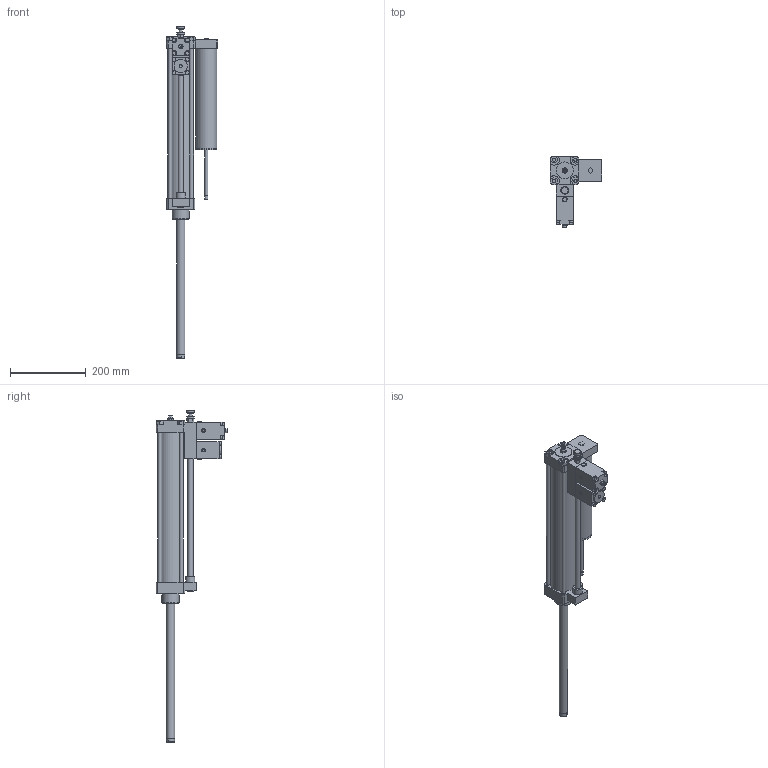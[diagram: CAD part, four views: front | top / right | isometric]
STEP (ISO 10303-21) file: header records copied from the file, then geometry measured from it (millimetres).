
FILE_DESCRIPTION((''),'2;1');
FILE_NAME('1400_63_0350_01_06.iam.stp','2009-04-23T12:05:55',(''),(''),'Autodesk Inventor 2009','Autodesk Inventor 2009','');
FILE_SCHEMA(('AUTOMOTIVE_DESIGN { 1 0 10303 214 1 1 1 1 }'));
Length unit declared in the file: millimetre
Products named in the file (7): 1400_63_0350_01_06; 1400630350T; REGOLATORE 63; STELO 63 C350; BASE SKIP STOP 63; VAL SK NA DX 63; VAL ST NA 63
Assembly tree (6 placements, depth 2):
  1400_63_0350_01_06
    1400630350T
    REGOLATORE 63
    STELO 63 C350
    BASE SKIP STOP 63
    VAL SK NA DX 63
    VAL ST NA 63
Bounding box: 135.56 x 189.56 x 874.5 mm (x, y, z)
Volume: 3295027 mm3; surface area: 343463.2 mm2
Topology: 6 solids, 6 shells, 300 faces, 705 edges, 455 vertices
Faces by surface type: plane 191, cylinder 51, bspline 34, cone 24
Full cylindrical faces by diameter (mm): 2 x2, 8 x2, 9 x1, 10 x15, 14 x2, 16 x1, 20 x2, 21.7 x1, 22 x2, 24 x1, 35 x1, 45 x2, 54.9 x1, 55 x1, 68 x1
Entity records: 8847 total; most frequent: CARTESIAN_POINT 1898, DIRECTION 1317, ORIENTED_EDGE 1246, EDGE_CURVE 623, AXIS2_PLACEMENT_3D 465, VERTEX_POINT 439, EDGE_LOOP 412, VECTOR 387
